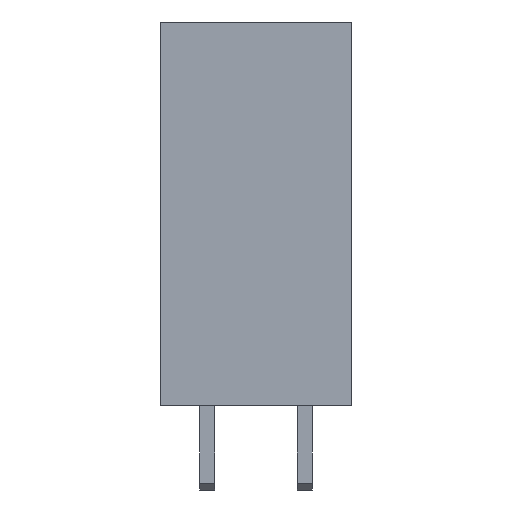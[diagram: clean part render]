
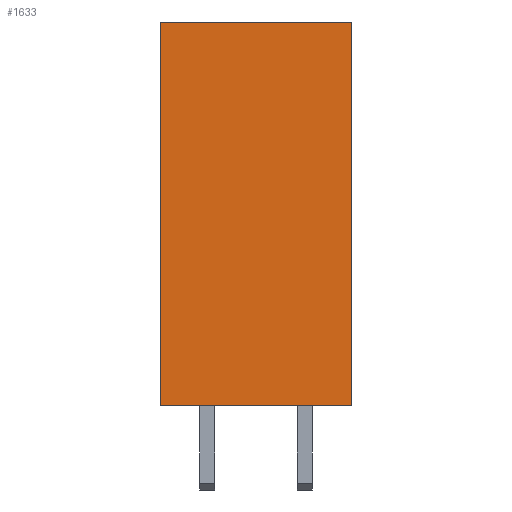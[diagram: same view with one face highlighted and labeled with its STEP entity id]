
A CAD part, left-side view. The second image highlights one B-rep face of the part: STEP entity #1633.
In plain terms, the highlighted planar face has unit normal (-1, 0, 0).
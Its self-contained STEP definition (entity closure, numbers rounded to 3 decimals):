
#5 = DIRECTION ( 'NONE',  ( 0., -1., 0. ) ) ;
#248 = CARTESIAN_POINT ( 'NONE',  ( -1.52, -1.23, 0. ) ) ;
#313 = EDGE_CURVE ( 'NONE', #1427, #2024, #3006, .T. ) ;
#331 = VECTOR ( 'NONE', #5, 1000. ) ;
#471 = EDGE_CURVE ( 'NONE', #2706, #1710, #1352, .T. ) ;
#628 = CARTESIAN_POINT ( 'NONE',  ( -1.52, 1.27, 0. ) ) ;
#731 = VECTOR ( 'NONE', #1395, 1000. ) ;
#756 = DIRECTION ( 'NONE',  ( 1., 0., 0. ) ) ;
#999 = CARTESIAN_POINT ( 'NONE',  ( -1.52, 3.77, 0. ) ) ;
#1255 = FACE_OUTER_BOUND ( 'NONE', #2777, .T. ) ;
#1352 = LINE ( 'NONE', #1873, #1422 ) ;
#1395 = DIRECTION ( 'NONE',  ( 0., 1., 0. ) ) ;
#1398 = LINE ( 'NONE', #628, #731 ) ;
#1422 = VECTOR ( 'NONE', #2128, 1000. ) ;
#1427 = VERTEX_POINT ( 'NONE', #1944 ) ;
#1522 = ORIENTED_EDGE ( 'NONE', *, *, #2253, .F. ) ;
#1633 = ADVANCED_FACE ( 'NONE', ( #1255 ), #3010, .F. ) ;
#1710 = VERTEX_POINT ( 'NONE', #999 ) ;
#1864 = CARTESIAN_POINT ( 'NONE',  ( -1.52, 3.77, 10. ) ) ;
#1873 = CARTESIAN_POINT ( 'NONE',  ( -1.52, 3.77, 0. ) ) ;
#1932 = VECTOR ( 'NONE', #2658, 1000. ) ;
#1944 = CARTESIAN_POINT ( 'NONE',  ( -1.52, -1.23, 10. ) ) ;
#2021 = DIRECTION ( 'NONE',  ( 0., 0., -1. ) ) ;
#2024 = VERTEX_POINT ( 'NONE', #248 ) ;
#2033 = CARTESIAN_POINT ( 'NONE',  ( -1.52, 0., 0. ) ) ;
#2108 = LINE ( 'NONE', #2291, #331 ) ;
#2109 = AXIS2_PLACEMENT_3D ( 'NONE', #2033, #756, #2021 ) ;
#2128 = DIRECTION ( 'NONE',  ( 0., 0., -1. ) ) ;
#2253 = EDGE_CURVE ( 'NONE', #2706, #1427, #2108, .T. ) ;
#2291 = CARTESIAN_POINT ( 'NONE',  ( -1.52, 1.27, 10. ) ) ;
#2342 = ORIENTED_EDGE ( 'NONE', *, *, #2413, .F. ) ;
#2413 = EDGE_CURVE ( 'NONE', #2024, #1710, #1398, .T. ) ;
#2658 = DIRECTION ( 'NONE',  ( 0., 0., -1. ) ) ;
#2676 = CARTESIAN_POINT ( 'NONE',  ( -1.52, -1.23, 0. ) ) ;
#2706 = VERTEX_POINT ( 'NONE', #1864 ) ;
#2777 = EDGE_LOOP ( 'NONE', ( #3113, #1522, #3131, #2342 ) ) ;
#3006 = LINE ( 'NONE', #2676, #1932 ) ;
#3010 = PLANE ( 'NONE',  #2109 ) ;
#3113 = ORIENTED_EDGE ( 'NONE', *, *, #313, .F. ) ;
#3131 = ORIENTED_EDGE ( 'NONE', *, *, #471, .T. ) ;
